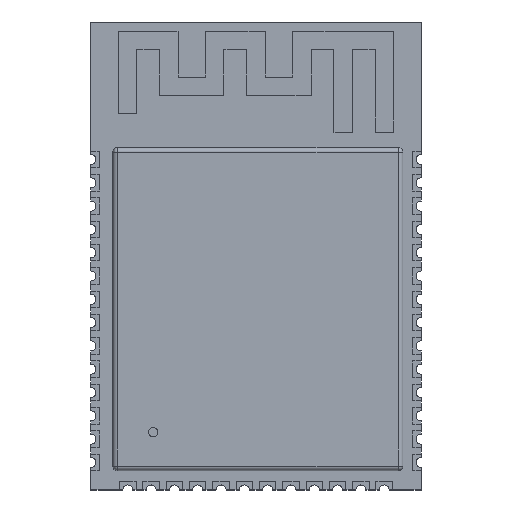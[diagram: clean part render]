
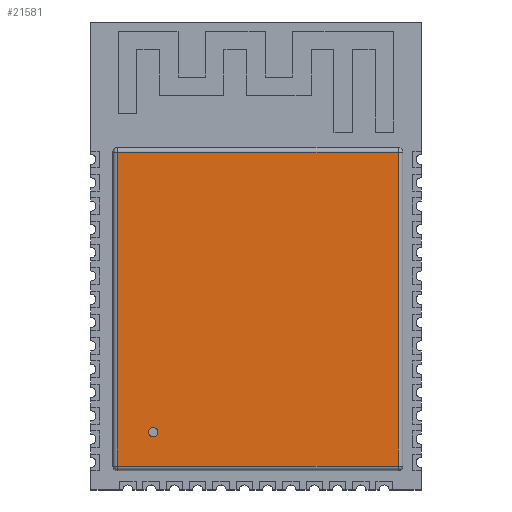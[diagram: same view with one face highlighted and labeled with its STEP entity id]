
A CAD part, top view. The second image highlights one B-rep face of the part: STEP entity #21581.
In plain terms, the highlighted planar face has unit normal (0, 0, 1).
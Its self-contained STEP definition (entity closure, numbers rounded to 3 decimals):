
#82=CIRCLE('',#22895,0.25);
#177=FACE_BOUND('',#1968,.T.);
#723=FACE_OUTER_BOUND('',#1967,.T.);
#1967=EDGE_LOOP('',(#15415,#15416,#15417,#15418));
#1968=EDGE_LOOP('',(#15419));
#3963=LINE('',#31706,#6736);
#3971=LINE('',#31733,#6744);
#3972=LINE('',#31734,#6745);
#3973=LINE('',#31735,#6746);
#6736=VECTOR('',#25966,1.);
#6744=VECTOR('',#26000,1.);
#6745=VECTOR('',#26001,1.);
#6746=VECTOR('',#26002,1.);
#9044=VERTEX_POINT('',#31703);
#9045=VERTEX_POINT('',#31705);
#9050=VERTEX_POINT('',#31731);
#9051=VERTEX_POINT('',#31732);
#9052=VERTEX_POINT('',#31736);
#11266=EDGE_CURVE('',#9044,#9045,#3963,.T.);
#11279=EDGE_CURVE('',#9050,#9051,#3971,.T.);
#11280=EDGE_CURVE('',#9045,#9050,#3972,.T.);
#11281=EDGE_CURVE('',#9051,#9044,#3973,.T.);
#11282=EDGE_CURVE('',#9052,#9052,#82,.T.);
#15415=ORIENTED_EDGE('',*,*,#11279,.F.);
#15416=ORIENTED_EDGE('',*,*,#11280,.F.);
#15417=ORIENTED_EDGE('',*,*,#11266,.F.);
#15418=ORIENTED_EDGE('',*,*,#11281,.F.);
#15419=ORIENTED_EDGE('',*,*,#11282,.F.);
#19105=PLANE('',#22894);
#21581=ADVANCED_FACE('',(#723,#177),#19105,.T.);
#22894=AXIS2_PLACEMENT_3D('',#31730,#25998,#25999);
#22895=AXIS2_PLACEMENT_3D('',#31737,#26003,#26004);
#25966=DIRECTION('',(1.,0.,0.));
#25998=DIRECTION('center_axis',(0.,0.,1.));
#25999=DIRECTION('ref_axis',(1.,0.,0.));
#26000=DIRECTION('',(-1.,0.,0.));
#26001=DIRECTION('',(0.,-1.,0.));
#26002=DIRECTION('',(0.,1.,0.));
#26003=DIRECTION('center_axis',(0.,0.,1.));
#26004=DIRECTION('ref_axis',(1.,0.,0.));
#31703=CARTESIAN_POINT('',(-7.55,5.65,3.1));
#31705=CARTESIAN_POINT('',(7.75,5.65,3.1));
#31706=CARTESIAN_POINT('',(-7.8,5.65,3.1));
#31730=CARTESIAN_POINT('Origin',(0.1,-2.9,3.1));
#31731=CARTESIAN_POINT('',(7.75,-11.45,3.1));
#31732=CARTESIAN_POINT('',(-7.55,-11.45,3.1));
#31733=CARTESIAN_POINT('',(8.,-11.45,3.1));
#31734=CARTESIAN_POINT('',(7.75,5.9,3.1));
#31735=CARTESIAN_POINT('',(-7.55,-11.7,3.1));
#31736=CARTESIAN_POINT('',(-5.85,-9.6,3.1));
#31737=CARTESIAN_POINT('Origin',(-5.6,-9.6,3.1));
